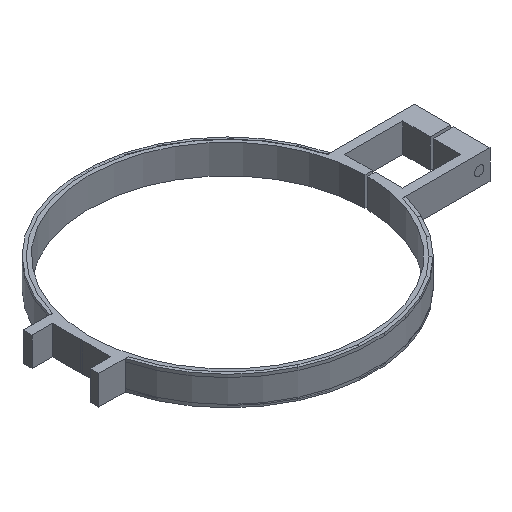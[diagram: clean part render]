
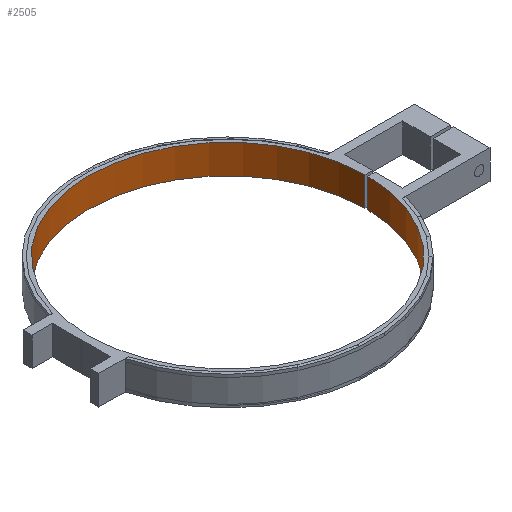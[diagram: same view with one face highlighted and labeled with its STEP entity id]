
A CAD part, isometric view. The second image highlights one B-rep face of the part: STEP entity #2505.
In plain terms, the highlighted cylindrical face has radius 47.75 mm (diameter 95.5 mm), a partial arc.
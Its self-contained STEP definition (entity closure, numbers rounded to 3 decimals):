
#195 = PLANE('',#196);
#196 = AXIS2_PLACEMENT_3D('',#197,#198,#199);
#197 = CARTESIAN_POINT('',(11.469,0.,0.));
#198 = DIRECTION('',(0.,0.,1.));
#199 = DIRECTION('',(1.,0.,0.));
#274 = PLANE('',#275);
#275 = AXIS2_PLACEMENT_3D('',#276,#277,#278);
#276 = CARTESIAN_POINT('',(11.469,0.,10.));
#277 = DIRECTION('',(0.,0.,1.));
#278 = DIRECTION('',(1.,0.,0.));
#840 = VERTEX_POINT('',#841);
#841 = CARTESIAN_POINT('',(47.747,-0.5,10.));
#855 = PLANE('',#856);
#856 = AXIS2_PLACEMENT_3D('',#857,#858,#859);
#857 = CARTESIAN_POINT('',(50.25,-0.5,0.));
#858 = DIRECTION('',(0.,-1.,0.));
#859 = DIRECTION('',(-1.,0.,0.));
#867 = EDGE_CURVE('',#868,#840,#870,.T.);
#868 = VERTEX_POINT('',#869);
#869 = CARTESIAN_POINT('',(47.747,0.5,10.));
#870 = SURFACE_CURVE('',#871,(#876,#883),.PCURVE_S1.);
#871 = CIRCLE('',#872,47.75);
#872 = AXIS2_PLACEMENT_3D('',#873,#874,#875);
#873 = CARTESIAN_POINT('',(0.,0.,10.));
#874 = DIRECTION('',(0.,0.,1.));
#875 = DIRECTION('',(1.,0.,0.));
#876 = PCURVE('',#274,#877);
#877 = DEFINITIONAL_REPRESENTATION('',(#878),#882);
#878 = CIRCLE('',#879,47.75);
#879 = AXIS2_PLACEMENT_2D('',#880,#881);
#880 = CARTESIAN_POINT('',(-11.469,0.));
#881 = DIRECTION('',(1.,0.));
#882 = ( GEOMETRIC_REPRESENTATION_CONTEXT(2) 
PARAMETRIC_REPRESENTATION_CONTEXT() REPRESENTATION_CONTEXT('2D SPACE',''
  ) );
#883 = PCURVE('',#884,#889);
#884 = CYLINDRICAL_SURFACE('',#885,47.75);
#885 = AXIS2_PLACEMENT_3D('',#886,#887,#888);
#886 = CARTESIAN_POINT('',(0.,0.,0.));
#887 = DIRECTION('',(-0.,-0.,-1.));
#888 = DIRECTION('',(1.,0.,0.));
#889 = DEFINITIONAL_REPRESENTATION('',(#890),#894);
#890 = LINE('',#891,#892);
#891 = CARTESIAN_POINT('',(-0.,-10.));
#892 = VECTOR('',#893,1.);
#893 = DIRECTION('',(-1.,0.));
#894 = ( GEOMETRIC_REPRESENTATION_CONTEXT(2) 
PARAMETRIC_REPRESENTATION_CONTEXT() REPRESENTATION_CONTEXT('2D SPACE',''
  ) );
#912 = PLANE('',#913);
#913 = AXIS2_PLACEMENT_3D('',#914,#915,#916);
#914 = CARTESIAN_POINT('',(50.25,0.5,0.));
#915 = DIRECTION('',(0.,-1.,0.));
#916 = DIRECTION('',(-1.,0.,0.));
#1552 = VERTEX_POINT('',#1553);
#1553 = CARTESIAN_POINT('',(47.747,-0.5,0.));
#1574 = EDGE_CURVE('',#1575,#1552,#1577,.T.);
#1575 = VERTEX_POINT('',#1576);
#1576 = CARTESIAN_POINT('',(47.747,0.5,0.));
#1577 = SURFACE_CURVE('',#1578,(#1583,#1590),.PCURVE_S1.);
#1578 = CIRCLE('',#1579,47.75);
#1579 = AXIS2_PLACEMENT_3D('',#1580,#1581,#1582);
#1580 = CARTESIAN_POINT('',(0.,0.,0.));
#1581 = DIRECTION('',(0.,0.,1.));
#1582 = DIRECTION('',(1.,0.,0.));
#1583 = PCURVE('',#195,#1584);
#1584 = DEFINITIONAL_REPRESENTATION('',(#1585),#1589);
#1585 = CIRCLE('',#1586,47.75);
#1586 = AXIS2_PLACEMENT_2D('',#1587,#1588);
#1587 = CARTESIAN_POINT('',(-11.469,0.));
#1588 = DIRECTION('',(1.,0.));
#1589 = ( GEOMETRIC_REPRESENTATION_CONTEXT(2) 
PARAMETRIC_REPRESENTATION_CONTEXT() REPRESENTATION_CONTEXT('2D SPACE',''
  ) );
#1590 = PCURVE('',#884,#1591);
#1591 = DEFINITIONAL_REPRESENTATION('',(#1592),#1596);
#1592 = LINE('',#1593,#1594);
#1593 = CARTESIAN_POINT('',(-0.,0.));
#1594 = VECTOR('',#1595,1.);
#1595 = DIRECTION('',(-1.,0.));
#1596 = ( GEOMETRIC_REPRESENTATION_CONTEXT(2) 
PARAMETRIC_REPRESENTATION_CONTEXT() REPRESENTATION_CONTEXT('2D SPACE',''
  ) );
#2484 = EDGE_CURVE('',#1552,#840,#2485,.T.);
#2485 = SURFACE_CURVE('',#2486,(#2490,#2497),.PCURVE_S1.);
#2486 = LINE('',#2487,#2488);
#2487 = CARTESIAN_POINT('',(47.747,-0.5,0.));
#2488 = VECTOR('',#2489,1.);
#2489 = DIRECTION('',(0.,0.,1.));
#2490 = PCURVE('',#855,#2491);
#2491 = DEFINITIONAL_REPRESENTATION('',(#2492),#2496);
#2492 = LINE('',#2493,#2494);
#2493 = CARTESIAN_POINT('',(2.503,0.));
#2494 = VECTOR('',#2495,1.);
#2495 = DIRECTION('',(0.,-1.));
#2496 = ( GEOMETRIC_REPRESENTATION_CONTEXT(2) 
PARAMETRIC_REPRESENTATION_CONTEXT() REPRESENTATION_CONTEXT('2D SPACE',''
  ) );
#2497 = PCURVE('',#884,#2498);
#2498 = DEFINITIONAL_REPRESENTATION('',(#2499),#2503);
#2499 = LINE('',#2500,#2501);
#2500 = CARTESIAN_POINT('',(-6.273,0.));
#2501 = VECTOR('',#2502,1.);
#2502 = DIRECTION('',(-0.,-1.));
#2503 = ( GEOMETRIC_REPRESENTATION_CONTEXT(2) 
PARAMETRIC_REPRESENTATION_CONTEXT() REPRESENTATION_CONTEXT('2D SPACE',''
  ) );
#2505 = ADVANCED_FACE('',(#2506),#884,.F.);
#2506 = FACE_BOUND('',#2507,.T.);
#2507 = EDGE_LOOP('',(#2508,#2529,#2530,#2531));
#2508 = ORIENTED_EDGE('',*,*,#2509,.T.);
#2509 = EDGE_CURVE('',#1575,#868,#2510,.T.);
#2510 = SURFACE_CURVE('',#2511,(#2515,#2522),.PCURVE_S1.);
#2511 = LINE('',#2512,#2513);
#2512 = CARTESIAN_POINT('',(47.747,0.5,0.));
#2513 = VECTOR('',#2514,1.);
#2514 = DIRECTION('',(0.,0.,1.));
#2515 = PCURVE('',#884,#2516);
#2516 = DEFINITIONAL_REPRESENTATION('',(#2517),#2521);
#2517 = LINE('',#2518,#2519);
#2518 = CARTESIAN_POINT('',(-0.01,0.));
#2519 = VECTOR('',#2520,1.);
#2520 = DIRECTION('',(-0.,-1.));
#2521 = ( GEOMETRIC_REPRESENTATION_CONTEXT(2) 
PARAMETRIC_REPRESENTATION_CONTEXT() REPRESENTATION_CONTEXT('2D SPACE',''
  ) );
#2522 = PCURVE('',#912,#2523);
#2523 = DEFINITIONAL_REPRESENTATION('',(#2524),#2528);
#2524 = LINE('',#2525,#2526);
#2525 = CARTESIAN_POINT('',(2.503,0.));
#2526 = VECTOR('',#2527,1.);
#2527 = DIRECTION('',(0.,-1.));
#2528 = ( GEOMETRIC_REPRESENTATION_CONTEXT(2) 
PARAMETRIC_REPRESENTATION_CONTEXT() REPRESENTATION_CONTEXT('2D SPACE',''
  ) );
#2529 = ORIENTED_EDGE('',*,*,#867,.T.);
#2530 = ORIENTED_EDGE('',*,*,#2484,.F.);
#2531 = ORIENTED_EDGE('',*,*,#1574,.F.);
